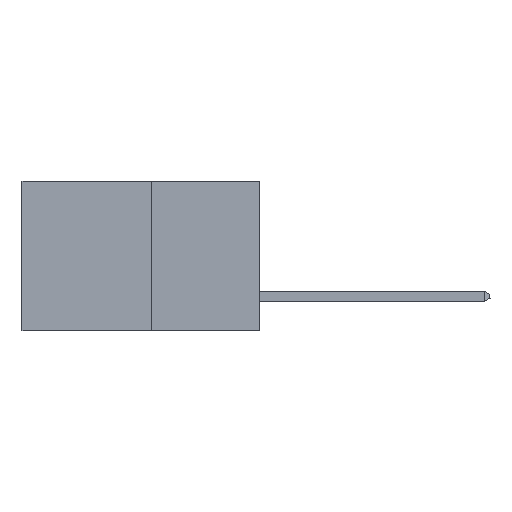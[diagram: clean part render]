
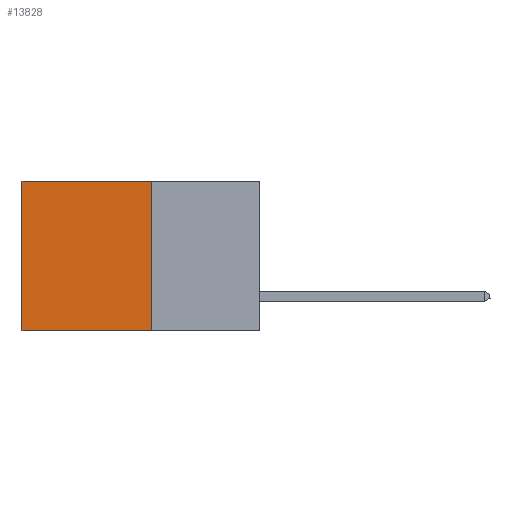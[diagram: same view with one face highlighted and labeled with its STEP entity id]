
A CAD part, left-side view. The second image highlights one B-rep face of the part: STEP entity #13828.
In plain terms, the highlighted planar face has unit normal (-1, 0, 0).
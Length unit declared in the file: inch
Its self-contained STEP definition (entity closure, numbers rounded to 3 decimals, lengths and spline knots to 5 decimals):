
#162 = PLANE ( 'NONE',  #27817 ) ;
#1368 = LINE ( 'NONE', #6903, #12422 ) ;
#1900 = VERTEX_POINT ( 'NONE', #9559 ) ;
#2007 = DIRECTION ( 'NONE',  ( 0., 1., 0. ) ) ;
#3340 = DIRECTION ( 'NONE',  ( 0., 0., -1. ) ) ;
#3644 = FACE_OUTER_BOUND ( 'NONE', #17823, .T. ) ;
#4160 = CARTESIAN_POINT ( 'NONE',  ( 0.277, 0.59, 0. ) ) ;
#4568 = DIRECTION ( 'NONE',  ( 1., 0., 0. ) ) ;
#6903 = CARTESIAN_POINT ( 'NONE',  ( 0.277, 0.59, -0.37 ) ) ;
#6906 = DIRECTION ( 'NONE',  ( 0., 1., 0. ) ) ;
#7203 = CARTESIAN_POINT ( 'NONE',  ( 0.277, 0.27, -0.37 ) ) ;
#8329 = ORIENTED_EDGE ( 'NONE', *, *, #9382, .T. ) ;
#9178 = DIRECTION ( 'NONE',  ( 0., 0., -1. ) ) ;
#9382 = EDGE_CURVE ( 'NONE', #21757, #20818, #1368, .T. ) ;
#9559 = CARTESIAN_POINT ( 'NONE',  ( 0.277, 0.27, 0. ) ) ;
#10332 = CARTESIAN_POINT ( 'NONE',  ( 0.277, 0.27, -0.37 ) ) ;
#10991 = LINE ( 'NONE', #22109, #22403 ) ;
#11199 = ORIENTED_EDGE ( 'NONE', *, *, #22839, .F. ) ;
#12422 = VECTOR ( 'NONE', #9178, 39.37008 ) ;
#12870 = VERTEX_POINT ( 'NONE', #7203 ) ;
#13828 = ADVANCED_FACE ( 'NONE', ( #3644 ), #162, .F. ) ;
#14561 = ORIENTED_EDGE ( 'NONE', *, *, #15000, .F. ) ;
#15000 = EDGE_CURVE ( 'NONE', #12870, #20818, #17674, .T. ) ;
#17156 = LINE ( 'NONE', #10332, #27699 ) ;
#17674 = LINE ( 'NONE', #23661, #22648 ) ;
#17701 = CARTESIAN_POINT ( 'NONE',  ( 0.277, 0.27, -0.37 ) ) ;
#17823 = EDGE_LOOP ( 'NONE', ( #8329, #14561, #11199, #19400 ) ) ;
#19400 = ORIENTED_EDGE ( 'NONE', *, *, #25037, .T. ) ;
#19852 = DIRECTION ( 'NONE',  ( 0., 0., -1. ) ) ;
#20818 = VERTEX_POINT ( 'NONE', #24631 ) ;
#21757 = VERTEX_POINT ( 'NONE', #4160 ) ;
#22109 = CARTESIAN_POINT ( 'NONE',  ( 0.277, 0.27, 0. ) ) ;
#22403 = VECTOR ( 'NONE', #6906, 39.37008 ) ;
#22648 = VECTOR ( 'NONE', #2007, 39.37008 ) ;
#22839 = EDGE_CURVE ( 'NONE', #1900, #12870, #17156, .T. ) ;
#23661 = CARTESIAN_POINT ( 'NONE',  ( 0.277, 0.27, -0.37 ) ) ;
#24631 = CARTESIAN_POINT ( 'NONE',  ( 0.277, 0.59, -0.37 ) ) ;
#25037 = EDGE_CURVE ( 'NONE', #1900, #21757, #10991, .T. ) ;
#27699 = VECTOR ( 'NONE', #3340, 39.37008 ) ;
#27817 = AXIS2_PLACEMENT_3D ( 'NONE', #17701, #4568, #19852 ) ;
